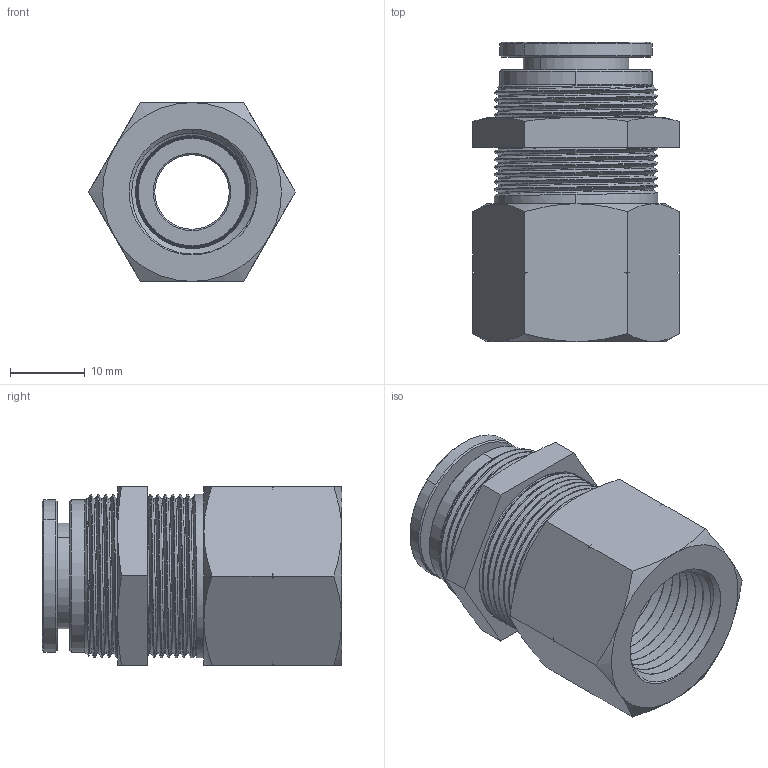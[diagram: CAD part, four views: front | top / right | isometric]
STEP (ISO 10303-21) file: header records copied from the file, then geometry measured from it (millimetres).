
FILE_DESCRIPTION (( 'STEP AP214' ), '1' );
FILE_NAME ('BCS1-2N3-8W.STEP', '2018-07-11T20:22:19', ( '' ), ( '' ), 'SwSTEP 2.0', 'SolidWorks 2016', '' );
FILE_SCHEMA (( 'AUTOMOTIVE_DESIGN' ));
Length unit declared in the file: millimetre
Products named in the file (1): BCS1-2N3-8W
Bounding box: 27.71 x 40.19 x 24 mm (x, y, z)
Volume: 10600.1 mm3; surface area: 11310.2 mm2
Topology: 7 solids, 7 shells, 524 faces, 1669 edges, 1166 vertices
Faces by surface type: cone 190, plane 165, cylinder 101, bspline 66, torus 2
Entity records: 39636 total; most frequent: CARTESIAN_POINT 20466, ORIENTED_EDGE 3338, DIRECTION 2126, EDGE_CURVE 1669, VERTEX_POINT 1166, AXIS2_PLACEMENT_3D 869, B_SPLINE_CURVE_WITH_KNOTS 856, EDGE_LOOP 545
